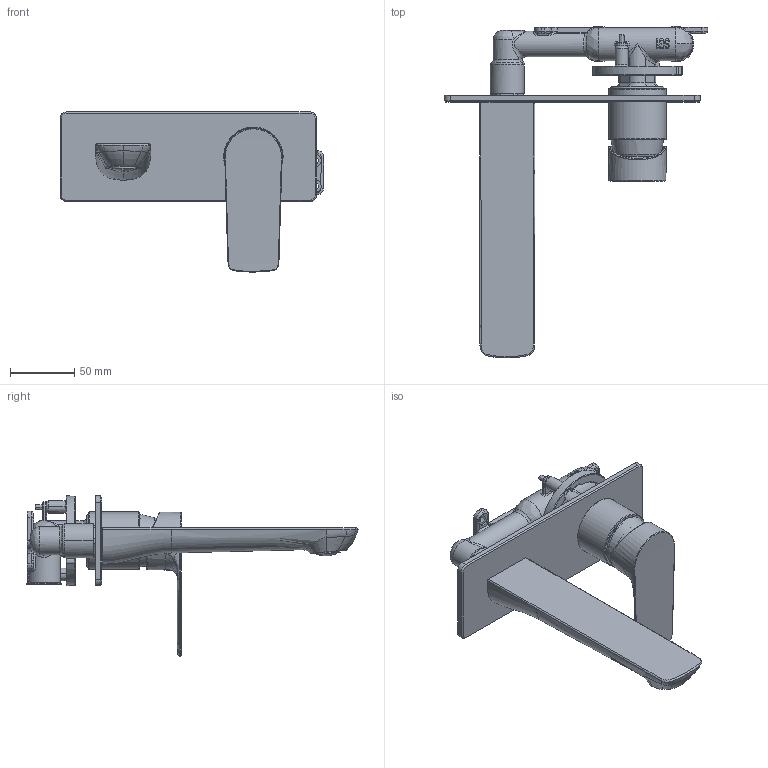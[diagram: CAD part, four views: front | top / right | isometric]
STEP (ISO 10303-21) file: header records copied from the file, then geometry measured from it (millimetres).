
FILE_DESCRIPTION(/* description */ (''),/* implementation_level */ '2;1');
FILE_NAME(/* name */ 'STEP - 9L1099702BFUC_2218825',/* time_stamp */ '2024-12-09T13:45:07+11:00',/* author */ (''),/* organization */ (''),/* preprocessor_version */ 'ST-DEVELOPER v16.5',/* originating_system */ 'Rhino 7.37',/* authorisation */ '');
FILE_SCHEMA (('AUTOMOTIVE_DESIGN'));
Products named in the file (26): Document; 9L1099702CP_ASM; 9Q090207CP_ASM; 53003431PL; 5R0R0015PL; 5J0500400NT6; 5T0F0023NT; 5L0101500PL0; 5Y0P0013PL; 5L0P0506CP; 5T1A0003AL; 5L0C0412CP; 5D0M016101PL0; 5A0080801NT1; 9L1099802CP_ASM; 5L0177700CP0; 5B0039901CP1_ASM; 5B0040101NT1; 5J0502000NT6; 5T0F0114NT; 5C0102400CP0A1_ASM; 5C0102400CP0; 5L0P0036CP; 5T0F0149NT; 5E0020900PL0; 5R9017200PL0
Assembly tree (30 placements, depth 5):
  Document
    9L1099702CP_ASM
      9Q090207CP_ASM
        53003431PL  x3
        5R0R0015PL
        5J0500400NT6
        5T0F0023NT  x2
        5L0101500PL0
        5Y0P0013PL  x2
        5L0P0506CP
        5T1A0003AL
        5L0C0412CP
        5D0M016101PL0
        5A0080801NT1
      9L1099802CP_ASM
        5L0177700CP0
        5B0039901CP1_ASM
          5B0040101NT1
          5J0502000NT6
        5T0F0114NT  x2
        5C0102400CP0A1_ASM
          5C0102400CP0
        5L0P0036CP
        5T0F0149NT
        5E0020900PL0
        5R9017200PL0
Bounding box: 205.8 x 259.09 x 125 mm (x, y, z)
Volume: 274187.5 mm3; surface area: 188920.1 mm2
Topology: 25 solids, 25 shells, 6224 faces, 16769 edges, 10732 vertices
Faces by surface type: plane 4165, bspline 1422, cylinder 637
Entity records: 248189 total; most frequent: CARTESIAN_POINT 138975, ORIENTED_EDGE 32884, EDGE_CURVE 16442, B_SPLINE_CURVE_WITH_KNOTS 14214, VERTEX_POINT 10566, EDGE_LOOP 6838, ADVANCED_FACE 6086, FACE_OUTER_BOUND 6086
